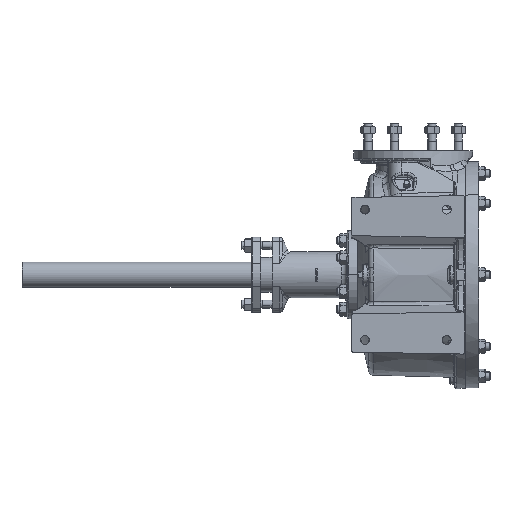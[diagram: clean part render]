
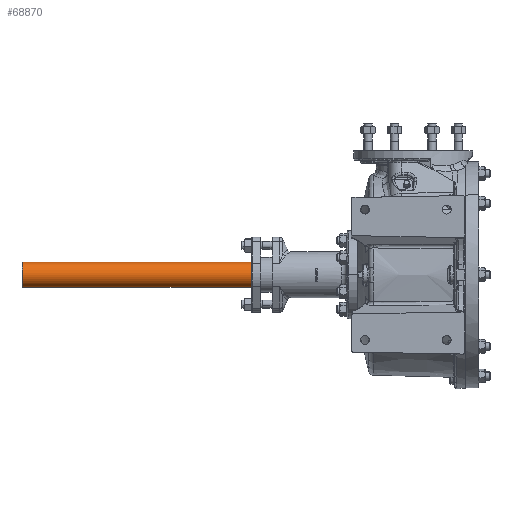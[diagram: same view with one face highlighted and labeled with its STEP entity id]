
A CAD part, front view. The second image highlights one B-rep face of the part: STEP entity #68870.
In plain terms, the highlighted cylindrical face has radius 24.594 mm (diameter 49.187 mm), a partial arc.
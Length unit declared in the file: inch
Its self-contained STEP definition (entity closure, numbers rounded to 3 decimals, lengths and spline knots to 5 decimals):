
#11673 = ORIENTED_EDGE ( 'NONE', *, *, #26358, .T. ) ;
#14907 = DIRECTION ( 'NONE',  ( 0., 0., -1. ) ) ;
#14989 = EDGE_CURVE ( 'NONE', #64728, #44274, #112525, .T. ) ;
#15425 = CARTESIAN_POINT ( 'NONE',  ( -33.91, 0., 0.96825 ) ) ;
#17210 = DIRECTION ( 'NONE',  ( 1., 0., 0. ) ) ;
#19408 = DIRECTION ( 'NONE',  ( 1., 0., 0. ) ) ;
#22833 = LINE ( 'NONE', #85170, #81194 ) ;
#23607 = CARTESIAN_POINT ( 'NONE',  ( -33.91, 0., -0.96825 ) ) ;
#24560 = DIRECTION ( 'NONE',  ( -1., 0., 0. ) ) ;
#26358 = EDGE_CURVE ( 'NONE', #93368, #71697, #37176, .T. ) ;
#28142 = CYLINDRICAL_SURFACE ( 'NONE', #41611, 0.96825 ) ;
#30982 = EDGE_CURVE ( 'NONE', #44274, #93368, #22833, .T. ) ;
#33050 = ORIENTED_EDGE ( 'NONE', *, *, #14989, .T. ) ;
#35211 = DIRECTION ( 'NONE',  ( 1., 0., 0. ) ) ;
#37176 = CIRCLE ( 'NONE', #122634, 0.96825 ) ;
#37189 = EDGE_CURVE ( 'NONE', #64728, #71697, #125382, .T. ) ;
#38664 = CARTESIAN_POINT ( 'NONE',  ( -14.808, 0., -0.96825 ) ) ;
#41611 = AXIS2_PLACEMENT_3D ( 'NONE', #86919, #35211, #14907 ) ;
#44274 = VERTEX_POINT ( 'NONE', #23607 ) ;
#44310 = CARTESIAN_POINT ( 'NONE',  ( -33.97, 0., 0.96825 ) ) ;
#46988 = ORIENTED_EDGE ( 'NONE', *, *, #30982, .T. ) ;
#49472 = CARTESIAN_POINT ( 'NONE',  ( -14.808, 0., 0.96825 ) ) ;
#61335 = AXIS2_PLACEMENT_3D ( 'NONE', #81456, #19408, #91887 ) ;
#64017 = EDGE_LOOP ( 'NONE', ( #101868, #33050, #46988, #11673 ) ) ;
#64728 = VERTEX_POINT ( 'NONE', #15425 ) ;
#68591 = FACE_OUTER_BOUND ( 'NONE', #64017, .T. ) ;
#68870 = ADVANCED_FACE ( 'NONE', ( #68591 ), #28142, .T. ) ;
#71697 = VERTEX_POINT ( 'NONE', #49472 ) ;
#81194 = VECTOR ( 'NONE', #95555, 39.37008 ) ;
#81456 = CARTESIAN_POINT ( 'NONE',  ( -33.91, 0., 0. ) ) ;
#85170 = CARTESIAN_POINT ( 'NONE',  ( -33.97, 0., -0.96825 ) ) ;
#86577 = CARTESIAN_POINT ( 'NONE',  ( -14.808, 0., 0. ) ) ;
#86919 = CARTESIAN_POINT ( 'NONE',  ( -33.97, 0., 0. ) ) ;
#91887 = DIRECTION ( 'NONE',  ( 0., 0., -1. ) ) ;
#93368 = VERTEX_POINT ( 'NONE', #38664 ) ;
#95555 = DIRECTION ( 'NONE',  ( 1., 0., 0. ) ) ;
#96940 = DIRECTION ( 'NONE',  ( 0., 0., 1. ) ) ;
#97901 = VECTOR ( 'NONE', #17210, 39.37008 ) ;
#101868 = ORIENTED_EDGE ( 'NONE', *, *, #37189, .F. ) ;
#112525 = CIRCLE ( 'NONE', #61335, 0.96825 ) ;
#122634 = AXIS2_PLACEMENT_3D ( 'NONE', #86577, #24560, #96940 ) ;
#125382 = LINE ( 'NONE', #44310, #97901 ) ;
